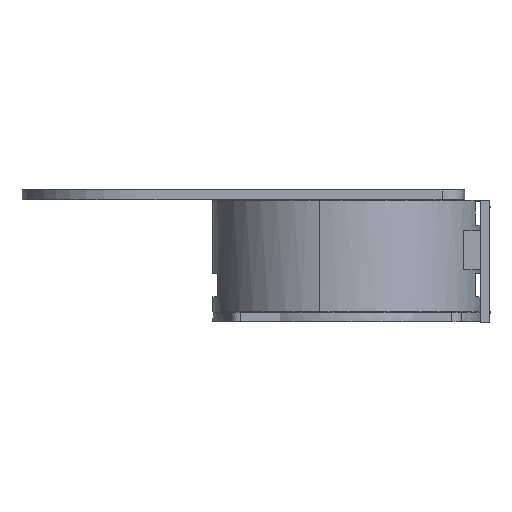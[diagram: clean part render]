
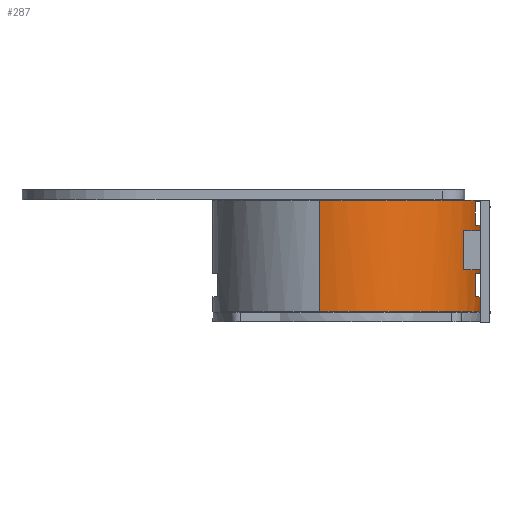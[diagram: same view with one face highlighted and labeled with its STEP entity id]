
A CAD part, left-side view. The second image highlights one B-rep face of the part: STEP entity #287.
In plain terms, the highlighted cylindrical face has radius 41.001 mm (diameter 82.002 mm), a partial arc.
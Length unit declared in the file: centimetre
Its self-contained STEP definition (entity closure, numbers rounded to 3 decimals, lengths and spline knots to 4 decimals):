
#46=FACE_BOUND('',#518,.T.);
#47=FACE_BOUND('',#519,.T.);
#99=CYLINDRICAL_SURFACE('',#1847,4.1001);
#178=(
BOUNDED_CURVE()
B_SPLINE_CURVE(1,(#3097,#3098),.UNSPECIFIED.,.F.,.F.)
B_SPLINE_CURVE_WITH_KNOTS((2,2),(0.,3.4333),.UNSPECIFIED.)
CURVE()
GEOMETRIC_REPRESENTATION_ITEM()
RATIONAL_B_SPLINE_CURVE((1.,1.))
REPRESENTATION_ITEM('')
);
#179=(
BOUNDED_CURVE()
B_SPLINE_CURVE(2,(#3099,#3100,#3101,#3102,#3103),.UNSPECIFIED.,.F.,.F.)
B_SPLINE_CURVE_WITH_KNOTS((3,2,3),(0.,6.4404,12.8808),
 .UNSPECIFIED.)
CURVE()
GEOMETRIC_REPRESENTATION_ITEM()
RATIONAL_B_SPLINE_CURVE((1.,0.707,1.,0.707,1.))
REPRESENTATION_ITEM('')
);
#180=(
BOUNDED_CURVE()
B_SPLINE_CURVE(1,(#3104,#3105),.UNSPECIFIED.,.F.,.F.)
B_SPLINE_CURVE_WITH_KNOTS((2,2),(0.,3.4333),.UNSPECIFIED.)
CURVE()
GEOMETRIC_REPRESENTATION_ITEM()
RATIONAL_B_SPLINE_CURVE((1.,1.))
REPRESENTATION_ITEM('')
);
#181=(
BOUNDED_CURVE()
B_SPLINE_CURVE(2,(#3106,#3107,#3108,#3109,#3110),.UNSPECIFIED.,.F.,.F.)
B_SPLINE_CURVE_WITH_KNOTS((3,2,3),(0.,6.4404,12.8808),
 .UNSPECIFIED.)
CURVE()
GEOMETRIC_REPRESENTATION_ITEM()
RATIONAL_B_SPLINE_CURVE((1.,0.707,1.,0.707,1.))
REPRESENTATION_ITEM('')
);
#182=(
BOUNDED_CURVE()
B_SPLINE_CURVE(2,(#3111,#3112,#3113),.UNSPECIFIED.,.F.,.F.)
B_SPLINE_CURVE_WITH_KNOTS((3,3),(0.,3.1253),.UNSPECIFIED.)
CURVE()
GEOMETRIC_REPRESENTATION_ITEM()
RATIONAL_B_SPLINE_CURVE((1.,0.928,1.))
REPRESENTATION_ITEM('')
);
#183=(
BOUNDED_CURVE()
B_SPLINE_CURVE(2,(#3116,#3117,#3118),.UNSPECIFIED.,.F.,.F.)
B_SPLINE_CURVE_WITH_KNOTS((3,3),(0.,3.1253),.UNSPECIFIED.)
CURVE()
GEOMETRIC_REPRESENTATION_ITEM()
RATIONAL_B_SPLINE_CURVE((1.,0.928,1.))
REPRESENTATION_ITEM('')
);
#184=(
BOUNDED_CURVE()
B_SPLINE_CURVE(2,(#3121,#3122,#3123),.UNSPECIFIED.,.F.,.F.)
B_SPLINE_CURVE_WITH_KNOTS((3,3),(0.,3.1253),.UNSPECIFIED.)
CURVE()
GEOMETRIC_REPRESENTATION_ITEM()
RATIONAL_B_SPLINE_CURVE((1.,0.928,1.))
REPRESENTATION_ITEM('')
);
#185=(
BOUNDED_CURVE()
B_SPLINE_CURVE(2,(#3126,#3127,#3128),.UNSPECIFIED.,.F.,.F.)
B_SPLINE_CURVE_WITH_KNOTS((3,3),(0.,3.1253),.UNSPECIFIED.)
CURVE()
GEOMETRIC_REPRESENTATION_ITEM()
RATIONAL_B_SPLINE_CURVE((1.,0.928,1.))
REPRESENTATION_ITEM('')
);
#287=ADVANCED_FACE('',(#387,#46,#47),#99,.T.);
#387=FACE_OUTER_BOUND('',#517,.T.);
#517=EDGE_LOOP('',(#874,#875,#876,#877));
#518=EDGE_LOOP('',(#878,#879,#880,#881));
#519=EDGE_LOOP('',(#882,#883,#884,#885));
#874=ORIENTED_EDGE('',*,*,#1224,.T.);
#875=ORIENTED_EDGE('',*,*,#1225,.T.);
#876=ORIENTED_EDGE('',*,*,#1226,.T.);
#877=ORIENTED_EDGE('',*,*,#1227,.T.);
#878=ORIENTED_EDGE('',*,*,#1231,.T.);
#879=ORIENTED_EDGE('',*,*,#1228,.T.);
#880=ORIENTED_EDGE('',*,*,#1229,.T.);
#881=ORIENTED_EDGE('',*,*,#1230,.T.);
#882=ORIENTED_EDGE('',*,*,#1235,.T.);
#883=ORIENTED_EDGE('',*,*,#1232,.T.);
#884=ORIENTED_EDGE('',*,*,#1233,.T.);
#885=ORIENTED_EDGE('',*,*,#1234,.T.);
#1224=EDGE_CURVE('',#1585,#1586,#178,.T.);
#1225=EDGE_CURVE('',#1586,#1587,#179,.T.);
#1226=EDGE_CURVE('',#1587,#1588,#180,.T.);
#1227=EDGE_CURVE('',#1588,#1585,#181,.T.);
#1228=EDGE_CURVE('',#1589,#1590,#182,.T.);
#1229=EDGE_CURVE('',#1590,#1591,#1416,.T.);
#1230=EDGE_CURVE('',#1591,#1592,#183,.T.);
#1231=EDGE_CURVE('',#1592,#1589,#1417,.T.);
#1232=EDGE_CURVE('',#1593,#1594,#184,.T.);
#1233=EDGE_CURVE('',#1594,#1595,#1418,.T.);
#1234=EDGE_CURVE('',#1595,#1596,#185,.T.);
#1235=EDGE_CURVE('',#1596,#1593,#1419,.T.);
#1416=B_SPLINE_CURVE_WITH_KNOTS('',1,(#3114,#3115),.UNSPECIFIED.,.F.,.F.,
(2,2),(0.,0.7194),.UNSPECIFIED.);
#1417=B_SPLINE_CURVE_WITH_KNOTS('',1,(#3119,#3120),.UNSPECIFIED.,.F.,.F.,
(2,2),(0.,0.7194),.UNSPECIFIED.);
#1418=B_SPLINE_CURVE_WITH_KNOTS('',1,(#3124,#3125),.UNSPECIFIED.,.F.,.F.,
(2,2),(0.,0.7194),.UNSPECIFIED.);
#1419=B_SPLINE_CURVE_WITH_KNOTS('',1,(#3129,#3130),.UNSPECIFIED.,.F.,.F.,
(2,2),(0.,0.7194),.UNSPECIFIED.);
#1585=VERTEX_POINT('',#3071);
#1586=VERTEX_POINT('',#3072);
#1587=VERTEX_POINT('',#3073);
#1588=VERTEX_POINT('',#3074);
#1589=VERTEX_POINT('',#3075);
#1590=VERTEX_POINT('',#3076);
#1591=VERTEX_POINT('',#3077);
#1592=VERTEX_POINT('',#3078);
#1593=VERTEX_POINT('',#3079);
#1594=VERTEX_POINT('',#3080);
#1595=VERTEX_POINT('',#3081);
#1596=VERTEX_POINT('',#3082);
#1847=AXIS2_PLACEMENT_3D('',#3053,#1950,$);
#1950=DIRECTION('',(0.,0.,1.));
#3053=CARTESIAN_POINT('',(-0.0002,0.0002,102.4278));
#3071=CARTESIAN_POINT('',(4.0157,-0.8266,100.7112));
#3072=CARTESIAN_POINT('',(4.0157,-0.8266,104.1445));
#3073=CARTESIAN_POINT('',(-4.016,0.8269,104.1445));
#3074=CARTESIAN_POINT('',(-4.016,0.8269,100.7112));
#3075=CARTESIAN_POINT('',(1.931,-3.6166,101.1787));
#3076=CARTESIAN_POINT('',(-1.101,-3.9494,101.1787));
#3077=CARTESIAN_POINT('',(-1.101,-3.9494,101.8981));
#3078=CARTESIAN_POINT('',(1.931,-3.6166,101.8981));
#3079=CARTESIAN_POINT('',(1.931,-3.6166,103.3725));
#3080=CARTESIAN_POINT('',(-1.101,-3.9494,103.3725));
#3081=CARTESIAN_POINT('',(-1.101,-3.9494,104.092));
#3082=CARTESIAN_POINT('',(1.931,-3.6166,104.092));
#3097=CARTESIAN_POINT('',(4.0157,-0.8266,100.7112));
#3098=CARTESIAN_POINT('',(4.0157,-0.8266,104.1445));
#3099=CARTESIAN_POINT('',(4.0157,-0.8266,104.1445));
#3100=CARTESIAN_POINT('',(3.189,-4.8424,104.1445));
#3101=CARTESIAN_POINT('',(-0.8269,-4.0157,104.1445));
#3102=CARTESIAN_POINT('',(-4.8428,-3.189,104.1445));
#3103=CARTESIAN_POINT('',(-4.016,0.8269,104.1445));
#3104=CARTESIAN_POINT('',(-4.016,0.8269,104.1445));
#3105=CARTESIAN_POINT('',(-4.016,0.8269,100.7112));
#3106=CARTESIAN_POINT('',(-4.016,0.8269,100.7112));
#3107=CARTESIAN_POINT('',(-4.8428,-3.189,100.7112));
#3108=CARTESIAN_POINT('',(-0.8269,-4.0157,100.7112));
#3109=CARTESIAN_POINT('',(3.189,-4.8424,100.7112));
#3110=CARTESIAN_POINT('',(4.0157,-0.8266,100.7112));
#3111=CARTESIAN_POINT('',(1.931,-3.6166,101.1787));
#3112=CARTESIAN_POINT('',(0.4816,-4.3905,101.1787));
#3113=CARTESIAN_POINT('',(-1.101,-3.9494,101.1787));
#3114=CARTESIAN_POINT('',(-1.101,-3.9494,101.1787));
#3115=CARTESIAN_POINT('',(-1.101,-3.9494,101.8981));
#3116=CARTESIAN_POINT('',(-1.101,-3.9494,101.8981));
#3117=CARTESIAN_POINT('',(0.4816,-4.3905,101.8981));
#3118=CARTESIAN_POINT('',(1.931,-3.6166,101.8981));
#3119=CARTESIAN_POINT('',(1.931,-3.6166,101.8981));
#3120=CARTESIAN_POINT('',(1.931,-3.6166,101.1787));
#3121=CARTESIAN_POINT('',(1.931,-3.6166,103.3725));
#3122=CARTESIAN_POINT('',(0.4816,-4.3905,103.3725));
#3123=CARTESIAN_POINT('',(-1.101,-3.9494,103.3725));
#3124=CARTESIAN_POINT('',(-1.101,-3.9494,103.3725));
#3125=CARTESIAN_POINT('',(-1.101,-3.9494,104.092));
#3126=CARTESIAN_POINT('',(-1.101,-3.9494,104.092));
#3127=CARTESIAN_POINT('',(0.4816,-4.3905,104.092));
#3128=CARTESIAN_POINT('',(1.931,-3.6166,104.092));
#3129=CARTESIAN_POINT('',(1.931,-3.6166,104.092));
#3130=CARTESIAN_POINT('',(1.931,-3.6166,103.3725));
